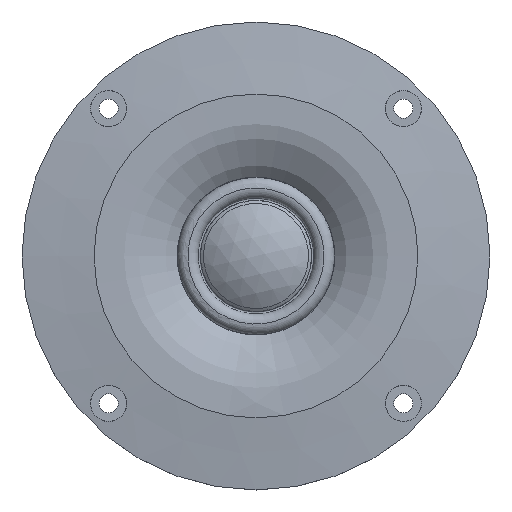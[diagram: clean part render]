
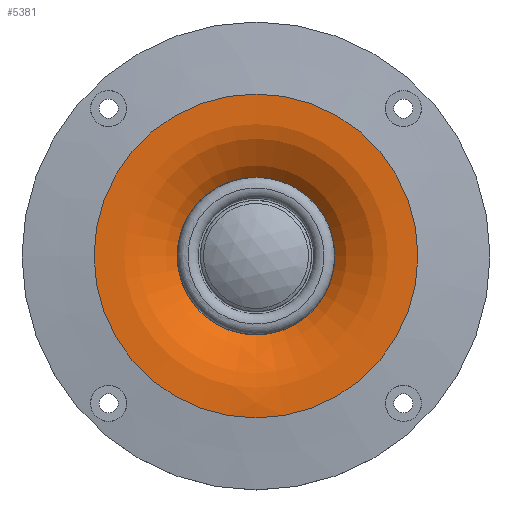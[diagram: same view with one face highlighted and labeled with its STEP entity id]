
A CAD part, top view. The second image highlights one B-rep face of the part: STEP entity #5381.
In plain terms, the highlighted toroidal (fillet/blend) face has major radius 35 mm and minor radius 23.252 mm.
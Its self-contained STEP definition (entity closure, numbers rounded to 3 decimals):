
#268=TOROIDAL_SURFACE('',#5775,35.,23.252);
#463=FACE_OUTER_BOUND('',#750,.T.);
#750=EDGE_LOOP('',(#4438,#4439,#4440,#4441,#4442));
#2031=CIRCLE('',#5773,38.061);
#2032=CIRCLE('',#5774,38.061);
#2033=CIRCLE('',#5776,23.252);
#2034=CIRCLE('',#5777,18.559);
#2486=VERTEX_POINT('',#8535);
#2487=VERTEX_POINT('',#8537);
#2496=VERTEX_POINT('',#8701);
#3174=EDGE_CURVE('',#2486,#2487,#2031,.T.);
#3175=EDGE_CURVE('',#2487,#2486,#2032,.T.);
#3184=EDGE_CURVE('',#2487,#2496,#2033,.T.);
#3185=EDGE_CURVE('',#2496,#2496,#2034,.T.);
#4438=ORIENTED_EDGE('',*,*,#3174,.F.);
#4439=ORIENTED_EDGE('',*,*,#3175,.F.);
#4440=ORIENTED_EDGE('',*,*,#3184,.T.);
#4441=ORIENTED_EDGE('',*,*,#3185,.T.);
#4442=ORIENTED_EDGE('',*,*,#3184,.F.);
#5381=ADVANCED_FACE('',(#463),#268,.T.);
#5773=AXIS2_PLACEMENT_3D('',#8538,#6990,#6991);
#5774=AXIS2_PLACEMENT_3D('',#8539,#6992,#6993);
#5775=AXIS2_PLACEMENT_3D('',#8700,#6994,#6995);
#5776=AXIS2_PLACEMENT_3D('',#8702,#6996,#6997);
#5777=AXIS2_PLACEMENT_3D('',#8703,#6998,#6999);
#6990=DIRECTION('center_axis',(0.,0.,
-1.));
#6991=DIRECTION('ref_axis',(1.,0.,0.));
#6992=DIRECTION('center_axis',(0.,0.,
-1.));
#6993=DIRECTION('ref_axis',(1.,0.,0.));
#6994=DIRECTION('center_axis',(0.,0.,
-1.));
#6995=DIRECTION('ref_axis',(0.,1.,0.));
#6996=DIRECTION('center_axis',(-1.,0.,0.));
#6997=DIRECTION('ref_axis',(0.,-1.,0.));
#6998=DIRECTION('center_axis',(0.,0.,
-1.));
#6999=DIRECTION('ref_axis',(1.,0.,0.));
#8535=CARTESIAN_POINT('',(-38.061,0.,6.749));
#8537=CARTESIAN_POINT('',(0.,-38.061,6.749));
#8538=CARTESIAN_POINT('Origin',(0.,0.,
6.749));
#8539=CARTESIAN_POINT('Origin',(0.,0.,
6.749));
#8700=CARTESIAN_POINT('Origin',(0.,0.,
-16.3));
#8701=CARTESIAN_POINT('',(0.,-18.559,0.141));
#8702=CARTESIAN_POINT('Origin',(0.,-35.,
-16.3));
#8703=CARTESIAN_POINT('Origin',(0.,0.,
0.141));
